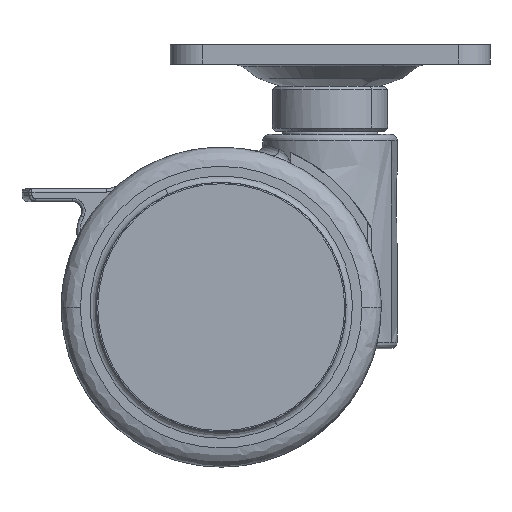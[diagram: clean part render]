
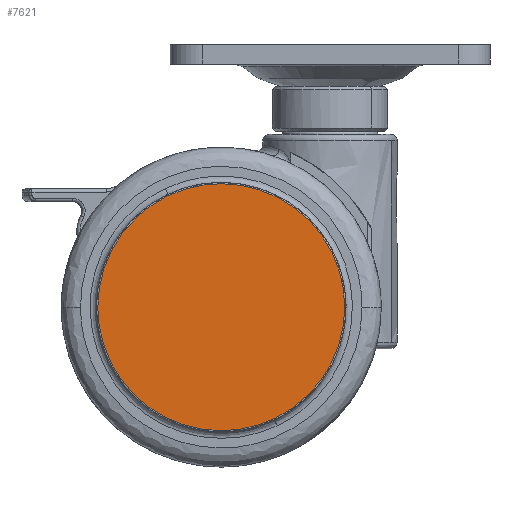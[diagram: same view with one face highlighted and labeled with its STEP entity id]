
A CAD part, front view. The second image highlights one B-rep face of the part: STEP entity #7621.
In plain terms, the highlighted free-form (B-spline) face has degree [1, 1] with [2, 2] control points.
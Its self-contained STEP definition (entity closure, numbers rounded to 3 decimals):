
#7470=CARTESIAN_POINT('',(-19.3,-21.6,0.));
#7471=VERTEX_POINT('',#7470);
#7482=CARTESIAN_POINT('',(0.0,-21.6,19.3));
#7483=VERTEX_POINT('',#7482);
#7484=CARTESIAN_POINT('',(-19.3,-21.6,0.));
#7485=CARTESIAN_POINT('',(-19.3,-21.6,1.026));
#7486=CARTESIAN_POINT('',(-19.136,-21.6,3.079));
#7487=CARTESIAN_POINT('',(-18.47,-21.6,5.81));
#7488=CARTESIAN_POINT('',(-17.552,-21.6,8.126));
#7489=CARTESIAN_POINT('',(-16.322,-21.6,10.428));
#7490=CARTESIAN_POINT('',(-14.746,-21.6,12.565));
#7491=CARTESIAN_POINT('',(-12.957,-21.6,14.355));
#7492=CARTESIAN_POINT('',(-11.172,-21.6,15.792));
#7493=CARTESIAN_POINT('',(-9.296,-21.6,16.972));
#7494=CARTESIAN_POINT('',(-7.109,-21.6,17.99));
#7495=CARTESIAN_POINT('',(-4.856,-21.6,18.734));
#7496=CARTESIAN_POINT('',(-2.447,-21.6,19.198));
#7497=CARTESIAN_POINT('',(-0.789,-21.6,19.3));
#7498=CARTESIAN_POINT('',(0.0,-21.6,19.3));
#7499=B_SPLINE_CURVE_WITH_KNOTS('',3,(#7484,#7485,#7486,#7487,#7488,#7489,#7490,#7491,#7492,#7493,#7494,#7495,#7496,#7497,#7498),.UNSPECIFIED.,.F.,.U.,(4,1,1,1,1,1,1,1,1,1,1,1,4),(0.,3.079,6.158,8.408,10.54,13.974,16.342,18.119,20.843,22.974,25.343,27.948,30.316),.UNSPECIFIED.);
#7500=EDGE_CURVE('',#7471,#7483,#7499,.T.);
#7502=CARTESIAN_POINT('',(19.3,-21.6,0.));
#7503=VERTEX_POINT('',#7502);
#7504=CARTESIAN_POINT('',(0.0,-21.6,19.3));
#7505=CARTESIAN_POINT('',(1.026,-21.6,19.3));
#7506=CARTESIAN_POINT('',(3.079,-21.6,19.136));
#7507=CARTESIAN_POINT('',(5.734,-21.6,18.488));
#7508=CARTESIAN_POINT('',(8.054,-21.6,17.585));
#7509=CARTESIAN_POINT('',(10.364,-21.6,16.369));
#7510=CARTESIAN_POINT('',(12.437,-21.6,14.84));
#7511=CARTESIAN_POINT('',(14.248,-21.6,13.074));
#7512=CARTESIAN_POINT('',(15.658,-21.6,11.367));
#7513=CARTESIAN_POINT('',(16.785,-21.6,9.599));
#7514=CARTESIAN_POINT('',(17.756,-21.6,7.655));
#7515=CARTESIAN_POINT('',(18.617,-21.6,5.359));
#7516=CARTESIAN_POINT('',(19.184,-21.6,2.684));
#7517=CARTESIAN_POINT('',(19.3,-21.6,0.789));
#7518=CARTESIAN_POINT('',(19.3,-21.6,0.));
#7519=B_SPLINE_CURVE_WITH_KNOTS('',3,(#7504,#7505,#7506,#7507,#7508,#7509,#7510,#7511,#7512,#7513,#7514,#7515,#7516,#7517,#7518),.UNSPECIFIED.,.F.,.U.,(4,1,1,1,1,1,1,1,1,1,1,1,4),(0.,3.079,6.158,8.171,10.54,13.974,15.869,18.119,20.606,22.145,24.632,27.948,30.316),.UNSPECIFIED.);
#7520=EDGE_CURVE('',#7483,#7503,#7519,.T.);
#7569=CARTESIAN_POINT('',(0.0,-21.6,-19.3));
#7570=VERTEX_POINT('',#7569);
#7571=CARTESIAN_POINT('',(19.3,-21.6,0.));
#7572=CARTESIAN_POINT('',(19.3,-21.6,-0.947));
#7573=CARTESIAN_POINT('',(19.186,-21.6,-2.487));
#7574=CARTESIAN_POINT('',(18.761,-21.6,-4.659));
#7575=CARTESIAN_POINT('',(18.125,-21.6,-6.779));
#7576=CARTESIAN_POINT('',(17.227,-21.6,-8.805));
#7577=CARTESIAN_POINT('',(16.095,-21.6,-10.707));
#7578=CARTESIAN_POINT('',(14.829,-21.6,-12.425));
#7579=CARTESIAN_POINT('',(13.392,-21.6,-13.953));
#7580=CARTESIAN_POINT('',(11.708,-21.6,-15.388));
#7581=CARTESIAN_POINT('',(9.751,-21.6,-16.73));
#7582=CARTESIAN_POINT('',(7.02,-21.6,-18.084));
#7583=CARTESIAN_POINT('',(3.671,-21.6,-19.067));
#7584=CARTESIAN_POINT('',(1.224,-21.6,-19.3));
#7585=CARTESIAN_POINT('',(0.0,-21.6,-19.3));
#7586=B_SPLINE_CURVE_WITH_KNOTS('',3,(#7571,#7572,#7573,#7574,#7575,#7576,#7577,#7578,#7579,#7580,#7581,#7582,#7583,#7584,#7585),.UNSPECIFIED.,.F.,.U.,(4,1,1,1,1,1,1,1,1,1,1,1,4),(0.,2.842,4.619,6.632,9.474,11.25,13.263,15.869,17.527,19.895,22.974,26.645,30.316),.UNSPECIFIED.);
#7587=EDGE_CURVE('',#7503,#7570,#7586,.T.);
#7589=CARTESIAN_POINT('',(0.0,-21.6,-19.3));
#7590=CARTESIAN_POINT('',(-1.263,-21.6,-19.3));
#7591=CARTESIAN_POINT('',(-3.118,-21.6,-19.117));
#7592=CARTESIAN_POINT('',(-6.111,-21.6,-18.377));
#7593=CARTESIAN_POINT('',(-8.611,-21.6,-17.369));
#7594=CARTESIAN_POINT('',(-11.012,-21.6,-15.91));
#7595=CARTESIAN_POINT('',(-12.749,-21.6,-14.537));
#7596=CARTESIAN_POINT('',(-14.418,-21.6,-12.908));
#7597=CARTESIAN_POINT('',(-15.97,-21.6,-10.956));
#7598=CARTESIAN_POINT('',(-17.444,-21.6,-8.427));
#7599=CARTESIAN_POINT('',(-18.408,-21.6,-5.996));
#7600=CARTESIAN_POINT('',(-19.119,-21.6,-3.118));
#7601=CARTESIAN_POINT('',(-19.3,-21.6,-1.224));
#7602=CARTESIAN_POINT('',(-19.3,-21.6,0.));
#7603=B_SPLINE_CURVE_WITH_KNOTS('',3,(#7589,#7590,#7591,#7592,#7593,#7594,#7595,#7596,#7597,#7598,#7599,#7600,#7601,#7602),.UNSPECIFIED.,.F.,.U.,(4,1,1,1,1,1,1,1,1,1,1,4),(0.,3.79,5.566,9.237,11.842,13.974,15.869,18.829,21.435,24.632,26.645,30.316),.UNSPECIFIED.);
#7604=EDGE_CURVE('',#7570,#7471,#7603,.T.);
#7610=CARTESIAN_POINT('',(-21.228,-21.6,-21.228));
#7611=CARTESIAN_POINT('',(-21.228,-21.6,21.228));
#7612=CARTESIAN_POINT('',(21.228,-21.6,-21.228));
#7613=CARTESIAN_POINT('',(21.228,-21.6,21.228));
#7614=B_SPLINE_SURFACE_WITH_KNOTS('',1,1,((#7610,#7612),(#7611,#7613)),.UNSPECIFIED.,.F.,.F.,.U.,(2,2),(2,2),(0.0,42.456),(0.0,42.456),.UNSPECIFIED.);
#7615=ORIENTED_EDGE('',*,*,#7500,.F.);
#7616=ORIENTED_EDGE('',*,*,#7604,.F.);
#7617=ORIENTED_EDGE('',*,*,#7587,.F.);
#7618=ORIENTED_EDGE('',*,*,#7520,.F.);
#7619=EDGE_LOOP('',(#7615,#7616,#7617,#7618));
#7620=FACE_OUTER_BOUND('',#7619,.T.);
#7621=ADVANCED_FACE('',(#7620),#7614,.F.);
